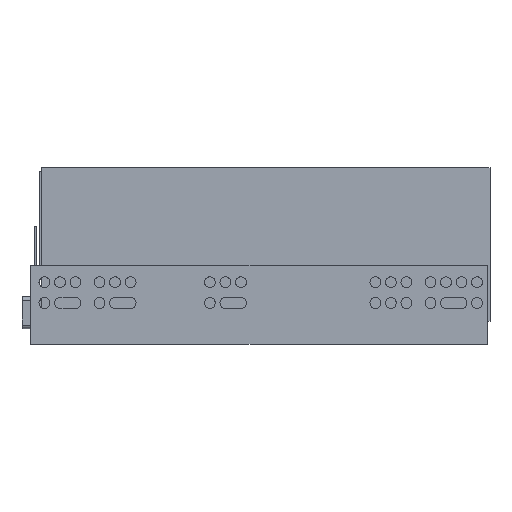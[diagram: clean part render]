
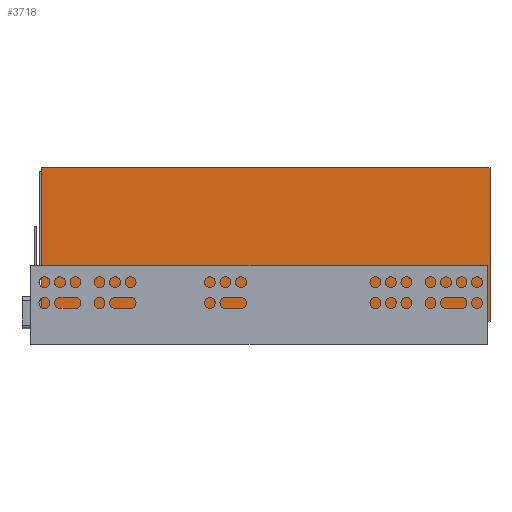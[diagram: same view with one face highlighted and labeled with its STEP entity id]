
A CAD part, top view. The second image highlights one B-rep face of the part: STEP entity #3718.
In plain terms, the highlighted planar face has unit normal (0, 0, 1).
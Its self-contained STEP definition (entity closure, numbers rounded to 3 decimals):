
#274 = VECTOR ( 'NONE', #5209, 1000. ) ;
#290 = ORIENTED_EDGE ( 'NONE', *, *, #1762, .T. ) ;
#338 = ORIENTED_EDGE ( 'NONE', *, *, #609, .T. ) ;
#609 = EDGE_CURVE ( 'NONE', #6182, #7800, #3880, .T. ) ;
#639 = PLANE ( 'NONE',  #1047 ) ;
#1047 = AXIS2_PLACEMENT_3D ( 'NONE', #1361, #3503, #3415 ) ;
#1163 = DIRECTION ( 'NONE',  ( 1., 0., 0. ) ) ;
#1361 = CARTESIAN_POINT ( 'NONE',  ( -260., 0., 30.4 ) ) ;
#1364 = EDGE_CURVE ( 'NONE', #6182, #8369, #4294, .T. ) ;
#1762 = EDGE_CURVE ( 'NONE', #7800, #8199, #4526, .T. ) ;
#1840 = LINE ( 'NONE', #3992, #7340 ) ;
#2186 = CARTESIAN_POINT ( 'NONE',  ( -260., 0., 30.4 ) ) ;
#3024 = EDGE_CURVE ( 'NONE', #8369, #8199, #1840, .T. ) ;
#3164 = CARTESIAN_POINT ( 'NONE',  ( 0., 0., 30.4 ) ) ;
#3338 = ORIENTED_EDGE ( 'NONE', *, *, #1364, .F. ) ;
#3415 = DIRECTION ( 'NONE',  ( -1., 0., 0. ) ) ;
#3503 = DIRECTION ( 'NONE',  ( 0., 0., 1. ) ) ;
#3718 = ADVANCED_FACE ( 'NONE', ( #6280 ), #639, .T. ) ;
#3836 = DIRECTION ( 'NONE',  ( 1., 0., 0. ) ) ;
#3880 = LINE ( 'NONE', #5199, #8497 ) ;
#3986 = VECTOR ( 'NONE', #8413, 1000. ) ;
#3992 = CARTESIAN_POINT ( 'NONE',  ( -260., 89., 30.4 ) ) ;
#4185 = EDGE_LOOP ( 'NONE', ( #290, #8595, #3338, #338 ) ) ;
#4294 = LINE ( 'NONE', #5647, #3986 ) ;
#4300 = CARTESIAN_POINT ( 'NONE',  ( 0., 0., 30.4 ) ) ;
#4526 = LINE ( 'NONE', #3164, #274 ) ;
#5199 = CARTESIAN_POINT ( 'NONE',  ( -260., 0., 30.4 ) ) ;
#5209 = DIRECTION ( 'NONE',  ( 0., 1., 0. ) ) ;
#5647 = CARTESIAN_POINT ( 'NONE',  ( -260., 0., 30.4 ) ) ;
#6182 = VERTEX_POINT ( 'NONE', #2186 ) ;
#6280 = FACE_OUTER_BOUND ( 'NONE', #4185, .T. ) ;
#7340 = VECTOR ( 'NONE', #1163, 1000. ) ;
#7800 = VERTEX_POINT ( 'NONE', #4300 ) ;
#7857 = CARTESIAN_POINT ( 'NONE',  ( 0., 89., 30.4 ) ) ;
#8199 = VERTEX_POINT ( 'NONE', #7857 ) ;
#8369 = VERTEX_POINT ( 'NONE', #8860 ) ;
#8413 = DIRECTION ( 'NONE',  ( 0., 1., 0. ) ) ;
#8497 = VECTOR ( 'NONE', #3836, 1000. ) ;
#8595 = ORIENTED_EDGE ( 'NONE', *, *, #3024, .F. ) ;
#8860 = CARTESIAN_POINT ( 'NONE',  ( -260., 89., 30.4 ) ) ;
